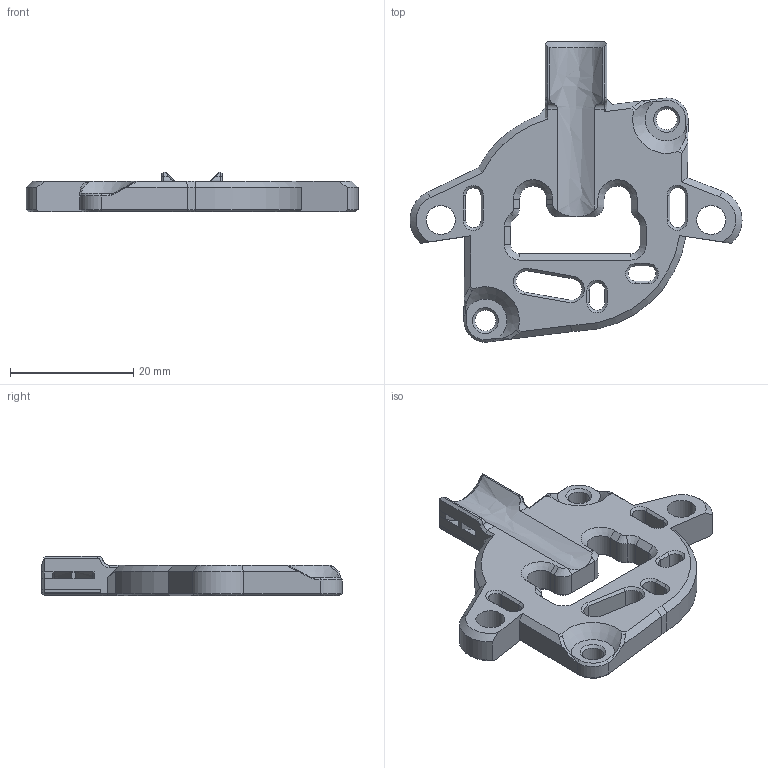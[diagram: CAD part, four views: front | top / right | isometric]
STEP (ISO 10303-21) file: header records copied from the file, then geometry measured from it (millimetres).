
FILE_DESCRIPTION(/* description */ (''),/* implementation_level */ '2;1');
FILE_NAME(/* name */ 'sailfin pancake pcb mount and strain relief.step',/* time_stamp */ '2022-03-01T17:32:14-05:00',/* author */ (''),/* organization */ (''),/* preprocessor_version */ 'ST-DEVELOPER v18.1',/* originating_system */ 'Autodesk Translation Framework v10.13.0.1454',/* authorisation */ '');
FILE_SCHEMA (('AUTOMOTIVE_DESIGN { 1 0 10303 214 3 1 1 }'));
Length unit declared in the file: millimetre
Products named in the file (1): sailfin pancake pcb mount and strain relief
Bounding box: 53.84 x 48.73 x 6.48 mm (x, y, z)
Volume: 5310.7 mm3; surface area: 4119.1 mm2
Topology: 1 solids, 1 shells, 255 faces, 676 edges, 409 vertices
Faces by surface type: plane 120, cone 62, bspline 38, cylinder 35
Full cylindrical faces by diameter (mm): 3.4 x2, 4.7 x2
Entity records: 8561 total; most frequent: CARTESIAN_POINT 2512, ORIENTED_EDGE 1352, DIRECTION 1100, EDGE_CURVE 676, VERTEX_POINT 409, LINE 400, VECTOR 400, AXIS2_PLACEMENT_3D 350
